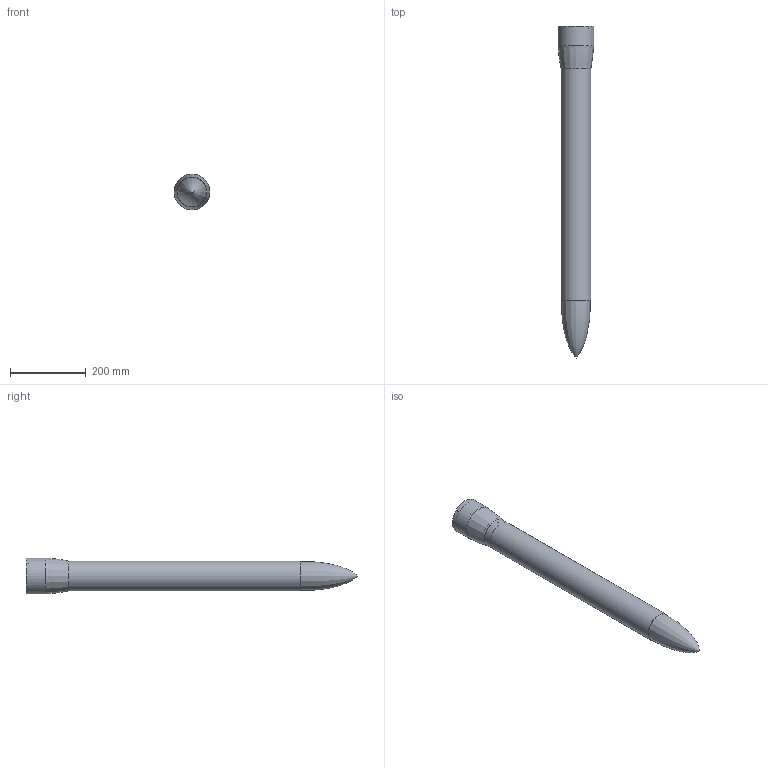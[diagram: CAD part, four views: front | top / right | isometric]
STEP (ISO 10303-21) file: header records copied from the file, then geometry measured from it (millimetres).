
FILE_DESCRIPTION(/* description */ (''),/* implementation_level */ '2;1');
FILE_NAME(/* name */ 'Rocket new attachment.step',/* time_stamp */ '2024-07-18T17:16:50-07:00',/* author */ (''),/* organization */ (''),/* preprocessor_version */ 'ST-DEVELOPER v20',/* originating_system */ 'Autodesk Translation Framework v13.14.0.145',/* authorisation */ '');
FILE_SCHEMA (('AUTOMOTIVE_DESIGN { 1 0 10303 214 3 1 1 }'));
Length unit declared in the file: millimetre
Products named in the file (3): Configuration 1; C=.667; New attachement V02
Assembly tree (2 placements, depth 2):
  Configuration 1
    C=.667
    New attachement V02
Bounding box: 94 x 874.62 x 94 mm (x, y, z)
Volume: 887943.8 mm3; surface area: 490428.6 mm2
Topology: 3 solids, 3 shells, 219 faces, 634 edges, 430 vertices
Faces by surface type: plane 153, cylinder 61, bspline 5
Full cylindrical faces by diameter (mm): 1.956 x8, 2 x8, 71.12 x1, 71.551 x2, 76.551 x4, 76.619 x1, 79 x1, 86.36 x4, 88.9 x2, 89.9 x2, 93.98 x2
Entity records: 9091 total; most frequent: CARTESIAN_POINT 3141, ORIENTED_EDGE 1266, DIRECTION 1131, EDGE_CURVE 633, LINE 431, VECTOR 431, VERTEX_POINT 430, AXIS2_PLACEMENT_3D 350
